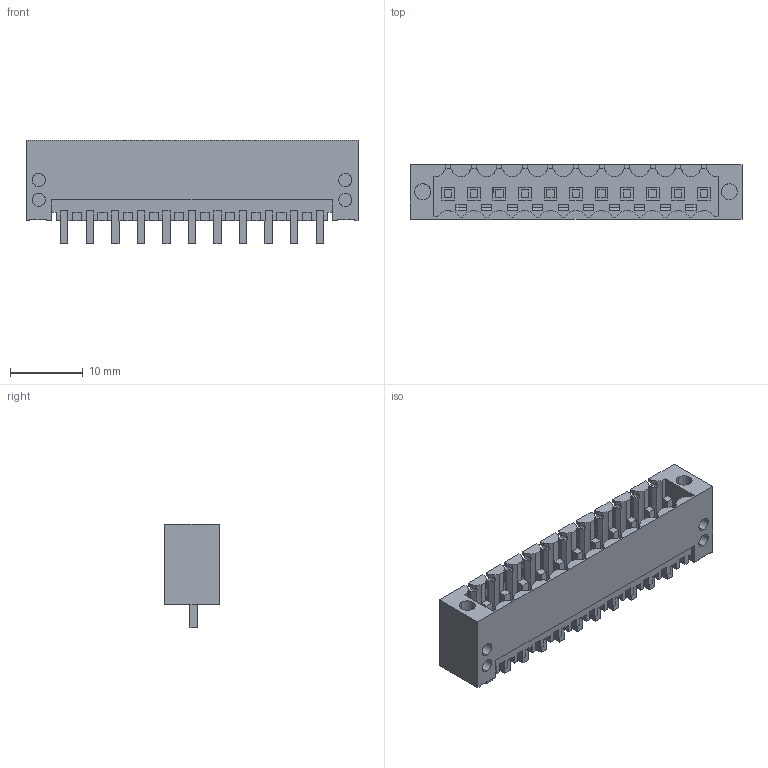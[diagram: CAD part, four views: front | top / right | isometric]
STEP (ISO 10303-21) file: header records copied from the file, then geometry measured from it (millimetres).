
FILE_DESCRIPTION(('CATIA V5 STEP Exchange','CAx-IF Rec.Pracs.--- Model Styling and Organization---1.2---2011-12-15'),'2;1');
FILE_NAME ('D1457301_0_1842860000_1842860000.stp','2018-03-13T12:04:43+00:00',('none'),('Weidmueller'),'CATIA Version 5-6 Release 2014','CATIA V5 STEP AP214','none');
FILE_SCHEMA(('AUTOMOTIVE_DESIGN { 1 0 10303 214 1 1 1 1 }'));
Length unit declared in the file: millimetre
Products named in the file (1): 1842860000
Bounding box: 45.5 x 7.45 x 14.25 mm (x, y, z)
Volume: 1668.9 mm3; surface area: 4172.2 mm2
Topology: 12 solids, 12 shells, 905 faces, 2634 edges, 1788 vertices
Faces by surface type: plane 806, cylinder 99
Entity records: 31024 total; most frequent: CARTESIAN_POINT 6460, ORIENTED_EDGE 5268, DIRECTION 4251, EDGE_CURVE 2634, VECTOR 2392, LINE 2392, VERTEX_POINT 1788, EDGE_LOOP 962
